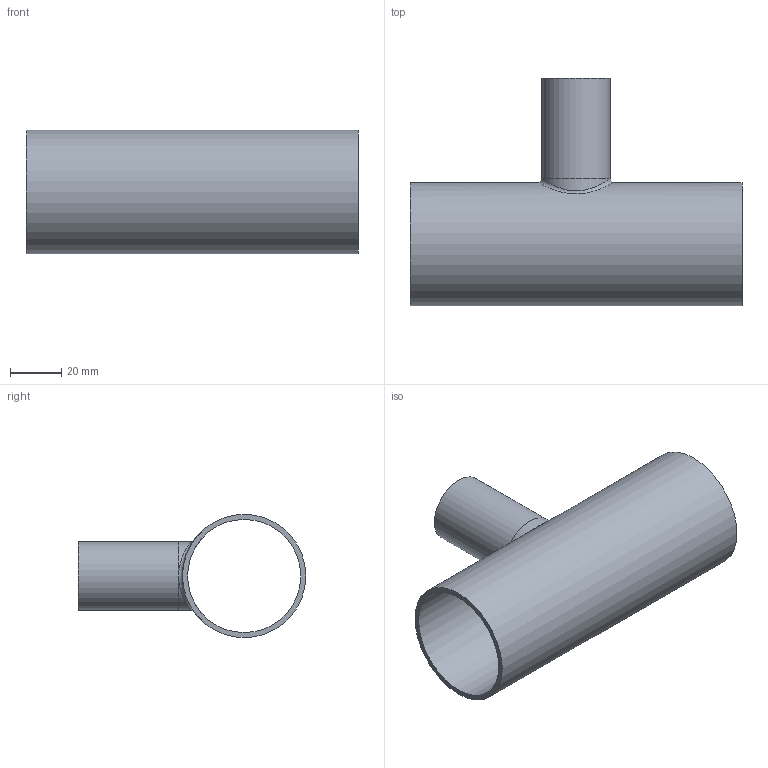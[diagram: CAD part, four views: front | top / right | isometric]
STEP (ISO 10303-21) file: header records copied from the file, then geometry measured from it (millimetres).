
FILE_DESCRIPTION(/* description */ ('DOCKWEILER AG - 19306 Germany - An der Autobahn 10/20'),/* implementation_level */ '2;1');
FILE_NAME(/* name */ 'T_48,3x2_26,9x1,6_L130_l65_V00.ipt.stp',/* time_stamp */ '2014-07-04T12:10:38+02:00',/* author */ ('DOCKWEILER AG - 19306 Germany - An der Autobahn 10/20'),/* organization */ ('DOCKWEILER AG - 19306 Germany - An der Autobahn 10/20'),/* preprocessor_version */ 'ST-DEVELOPER v15.6',/* originating_system */ 'Autodesk Inventor 2015',/* authorisation */ '');
FILE_SCHEMA (('CONFIG_CONTROL_DESIGN'));
Length unit declared in the file: millimetre
Products named in the file (1): T_48,3x2_26,9x1,6_L130_l65_V00
Bounding box: 130 x 89.15 x 48.3 mm (x, y, z)
Volume: 42325.3 mm3; surface area: 44611.5 mm2
Topology: 2 solids, 2 shells, 14 faces, 31 edges, 20 vertices
Faces by surface type: cylinder 7, plane 5, bspline 2
Full cylindrical faces by diameter (mm): 23.7 x2, 26.9 x1, 44.3 x1, 48.3 x1
Entity records: 3931 total; most frequent: CARTESIAN_POINT 3637, DIRECTION 52, ORIENTED_EDGE 38, EDGE_LOOP 26, AXIS2_PLACEMENT_3D 26, EDGE_CURVE 19, STYLED_ITEM 16, VERTEX_POINT 15
